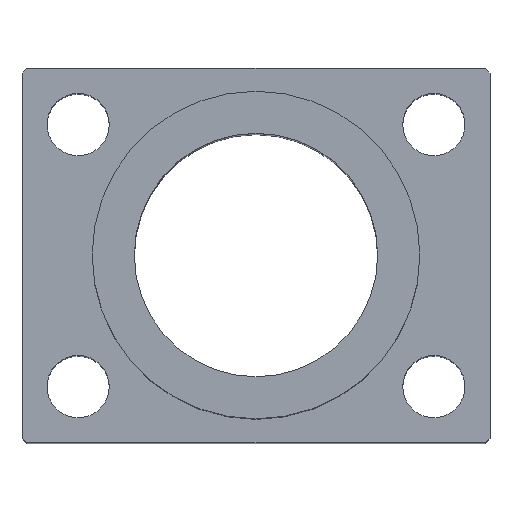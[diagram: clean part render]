
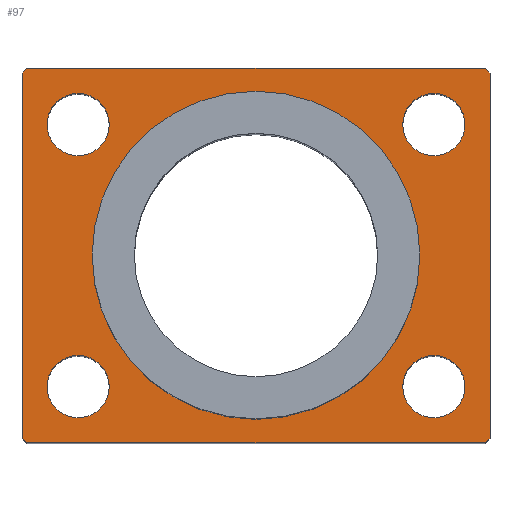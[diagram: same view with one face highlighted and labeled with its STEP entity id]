
A CAD part, top view. The second image highlights one B-rep face of the part: STEP entity #97.
In plain terms, the highlighted planar face has unit normal (0, 0, 1).
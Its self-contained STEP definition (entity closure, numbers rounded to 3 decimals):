
#97 = ADVANCED_FACE( '', ( #219, #220, #221, #222, #223, #224 ), #225, .T. );
#219 = FACE_BOUND( '', #360, .T. );
#220 = FACE_BOUND( '', #361, .T. );
#221 = FACE_OUTER_BOUND( '', #362, .T. );
#222 = FACE_BOUND( '', #363, .T. );
#223 = FACE_BOUND( '', #364, .T. );
#224 = FACE_BOUND( '', #365, .T. );
#225 = PLANE( '', #366 );
#360 = EDGE_LOOP( '', ( #557 ) );
#361 = EDGE_LOOP( '', ( #558 ) );
#362 = EDGE_LOOP( '', ( #559, #560, #561, #562, #563, #564, #565, #566 ) );
#363 = EDGE_LOOP( '', ( #567 ) );
#364 = EDGE_LOOP( '', ( #568 ) );
#365 = EDGE_LOOP( '', ( #569 ) );
#366 = AXIS2_PLACEMENT_3D( '', #570, #571, #572 );
#557 = ORIENTED_EDGE( '', *, *, #717, .F. );
#558 = ORIENTED_EDGE( '', *, *, #718, .F. );
#559 = ORIENTED_EDGE( '', *, *, #708, .T. );
#560 = ORIENTED_EDGE( '', *, *, #719, .T. );
#561 = ORIENTED_EDGE( '', *, *, #720, .T. );
#562 = ORIENTED_EDGE( '', *, *, #704, .T. );
#563 = ORIENTED_EDGE( '', *, *, #697, .T. );
#564 = ORIENTED_EDGE( '', *, *, #691, .T. );
#565 = ORIENTED_EDGE( '', *, *, #672, .T. );
#566 = ORIENTED_EDGE( '', *, *, #721, .T. );
#567 = ORIENTED_EDGE( '', *, *, #722, .T. );
#568 = ORIENTED_EDGE( '', *, *, #689, .F. );
#569 = ORIENTED_EDGE( '', *, *, #723, .F. );
#570 = CARTESIAN_POINT( '', ( 0., 0., 50. ) );
#571 = DIRECTION( '', ( 0., 0., 1. ) );
#572 = DIRECTION( '', ( 1., 0., 0. ) );
#672 = EDGE_CURVE( '', #771, #769, #772, .T. );
#689 = EDGE_CURVE( '', #800, #800, #801, .T. );
#691 = EDGE_CURVE( '', #803, #771, #804, .T. );
#697 = EDGE_CURVE( '', #812, #803, #813, .T. );
#704 = EDGE_CURVE( '', #822, #812, #823, .T. );
#708 = EDGE_CURVE( '', #828, #826, #829, .T. );
#717 = EDGE_CURVE( '', #841, #841, #842, .T. );
#718 = EDGE_CURVE( '', #843, #843, #844, .T. );
#719 = EDGE_CURVE( '', #826, #845, #846, .T. );
#720 = EDGE_CURVE( '', #845, #822, #847, .T. );
#721 = EDGE_CURVE( '', #769, #828, #848, .T. );
#722 = EDGE_CURVE( '', #849, #849, #850, .F. );
#723 = EDGE_CURVE( '', #851, #851, #852, .T. );
#769 = VERTEX_POINT( '', #901 );
#771 = VERTEX_POINT( '', #904 );
#772 = LINE( '', #905, #906 );
#800 = VERTEX_POINT( '', #942 );
#801 = CIRCLE( '', #943, 3.324 );
#803 = VERTEX_POINT( '', #945 );
#804 = LINE( '', #946, #947 );
#812 = VERTEX_POINT( '', #956 );
#813 = LINE( '', #957, #958 );
#822 = VERTEX_POINT( '', #968 );
#823 = LINE( '', #969, #970 );
#826 = VERTEX_POINT( '', #974 );
#828 = VERTEX_POINT( '', #977 );
#829 = LINE( '', #978, #979 );
#841 = VERTEX_POINT( '', #1051 );
#842 = CIRCLE( '', #1052, 3.324 );
#843 = VERTEX_POINT( '', #1053 );
#844 = CIRCLE( '', #1054, 3.324 );
#845 = VERTEX_POINT( '', #1055 );
#846 = LINE( '', #1056, #1057 );
#847 = LINE( '', #1058, #1059 );
#848 = LINE( '', #1060, #1061 );
#849 = VERTEX_POINT( '', #1062 );
#850 = CIRCLE( '', #1063, 17.5 );
#851 = VERTEX_POINT( '', #1064 );
#852 = CIRCLE( '', #1065, 3.324 );
#901 = CARTESIAN_POINT( '', ( 24.5, 40., 50. ) );
#904 = CARTESIAN_POINT( '', ( 25., 39.5, 50. ) );
#905 = CARTESIAN_POINT( '', ( 25., 39.5, 50. ) );
#906 = VECTOR( '', #1116, 1000. );
#942 = CARTESIAN_POINT( '', ( -15.677, 6., 50. ) );
#943 = AXIS2_PLACEMENT_3D( '', #1140, #1141, #1142 );
#945 = CARTESIAN_POINT( '', ( 25., 0.5, 50. ) );
#946 = CARTESIAN_POINT( '', ( 25., 0.5, 50. ) );
#947 = VECTOR( '', #1143, 1000. );
#956 = CARTESIAN_POINT( '', ( 24.5, 0., 50. ) );
#957 = CARTESIAN_POINT( '', ( 24.5, 0., 50. ) );
#958 = VECTOR( '', #1151, 1000. );
#968 = CARTESIAN_POINT( '', ( -24.5, 0., 50. ) );
#969 = CARTESIAN_POINT( '', ( -24.5, 0., 50. ) );
#970 = VECTOR( '', #1159, 1000. );
#974 = CARTESIAN_POINT( '', ( -25., 39.5, 50. ) );
#977 = CARTESIAN_POINT( '', ( -24.5, 40., 50. ) );
#978 = CARTESIAN_POINT( '', ( -24.5, 40., 50. ) );
#979 = VECTOR( '', #1162, 1000. );
#1051 = CARTESIAN_POINT( '', ( 22.324, 34., 50. ) );
#1052 = AXIS2_PLACEMENT_3D( '', #1170, #1171, #1172 );
#1053 = CARTESIAN_POINT( '', ( 22.324, 6., 50. ) );
#1054 = AXIS2_PLACEMENT_3D( '', #1173, #1174, #1175 );
#1055 = CARTESIAN_POINT( '', ( -25., 0.5, 50. ) );
#1056 = CARTESIAN_POINT( '', ( -25., 39.5, 50. ) );
#1057 = VECTOR( '', #1176, 1000. );
#1058 = CARTESIAN_POINT( '', ( -25., 0.5, 50. ) );
#1059 = VECTOR( '', #1177, 1000. );
#1060 = CARTESIAN_POINT( '', ( 24.5, 40., 50. ) );
#1061 = VECTOR( '', #1178, 1000. );
#1062 = CARTESIAN_POINT( '', ( 17.5, 20., 50. ) );
#1063 = AXIS2_PLACEMENT_3D( '', #1179, #1180, #1181 );
#1064 = CARTESIAN_POINT( '', ( -15.677, 34., 50. ) );
#1065 = AXIS2_PLACEMENT_3D( '', #1182, #1183, #1184 );
#1116 = DIRECTION( '', ( -0.707, 0.707, 0. ) );
#1140 = CARTESIAN_POINT( '', ( -19., 6., 50. ) );
#1141 = DIRECTION( '', ( 0., 0., 1. ) );
#1142 = DIRECTION( '', ( 1., 0., 0. ) );
#1143 = DIRECTION( '', ( 0., 1., 0. ) );
#1151 = DIRECTION( '', ( 0.707, 0.707, 0. ) );
#1159 = DIRECTION( '', ( 1., 0., 0. ) );
#1162 = DIRECTION( '', ( -0.707, -0.707, 0. ) );
#1170 = CARTESIAN_POINT( '', ( 19., 34., 50. ) );
#1171 = DIRECTION( '', ( 0., 0., 1. ) );
#1172 = DIRECTION( '', ( 1., 0., 0. ) );
#1173 = CARTESIAN_POINT( '', ( 19., 6., 50. ) );
#1174 = DIRECTION( '', ( 0., 0., 1. ) );
#1175 = DIRECTION( '', ( 1., 0., 0. ) );
#1176 = DIRECTION( '', ( 0., -1., 0. ) );
#1177 = DIRECTION( '', ( 0.707, -0.707, 0. ) );
#1178 = DIRECTION( '', ( -1., 0., 0. ) );
#1179 = CARTESIAN_POINT( '', ( 0., 20., 50. ) );
#1180 = DIRECTION( '', ( 0., 0., 1. ) );
#1181 = DIRECTION( '', ( 1., 0., 0. ) );
#1182 = CARTESIAN_POINT( '', ( -19., 34., 50. ) );
#1183 = DIRECTION( '', ( 0., 0., 1. ) );
#1184 = DIRECTION( '', ( 1., 0., 0. ) );
